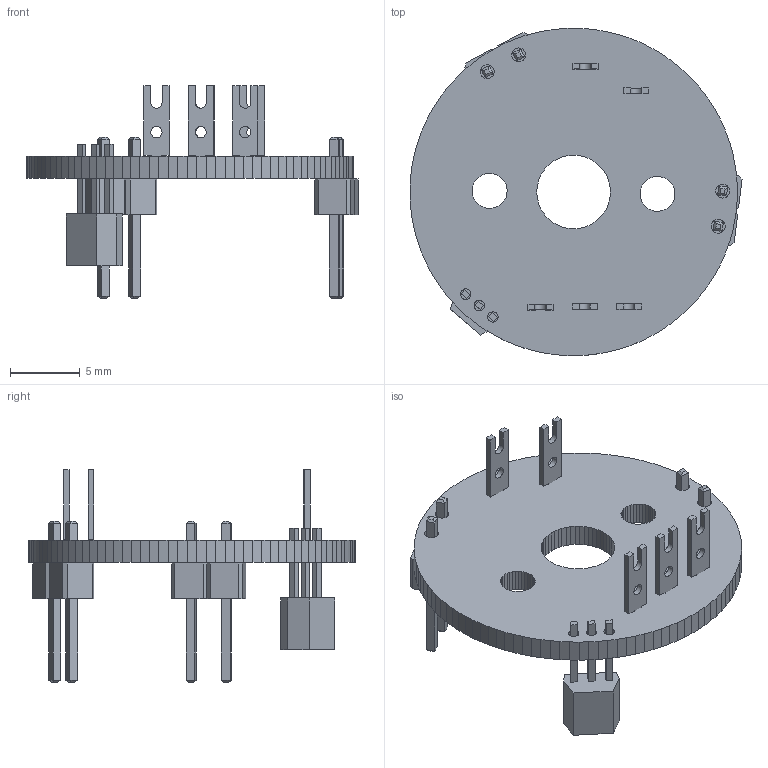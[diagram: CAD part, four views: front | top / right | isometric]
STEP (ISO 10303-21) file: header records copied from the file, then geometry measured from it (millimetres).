
FILE_DESCRIPTION(('KiCad electronic assembly'),'2;1');
FILE_NAME('Schablone.step','2023-11-12T17:05:05',('Pcbnew'),('Kicad'), 'Open CASCADE STEP processor 7.6','KiCad to STEP converter','Unknown' );
FILE_SCHEMA(('AUTOMOTIVE_DESIGN { 1 0 10303 214 1 1 1 1 }'));
Length unit declared in the file: millimetre
Products named in the file (8): Schablone 1; Pin_D0.7mm_L6.5mm_W1.8mm_FlatFork; SOLID; PinHeader_1x02_P2.54mm_Vertical; TO-92S; Schablone PCB
Assembly tree (12 placements, depth 3):
  Schablone 1
    Pin_D0.7mm_L6.5mm_W1.8mm_FlatFork  x5
      SOLID
    PinHeader_1x02_P2.54mm_Vertical  x2
      SOLID
    TO-92S
      SOLID
    Schablone PCB
Bounding box: 23.73 x 23.4 x 15.22 mm (x, y, z)
Volume: 751 mm3; surface area: 1414.1 mm2
Topology: 9 solids, 9 shells, 439 faces, 1198 edges, 788 vertices
Faces by surface type: plane 417, cylinder 22
Full cylindrical faces by diameter (mm): 0.75 x3, 0.8 x5, 1 x4
Entity records: 23101 total; most frequent: CARTESIAN_POINT 3792, DIRECTION 3446, LINE 2720, VECTOR 2720, ORIENTED_EDGE 1840, PCURVE 1840, DEFINITIONAL_REPRESENTATION 1840, EDGE_CURVE 920
